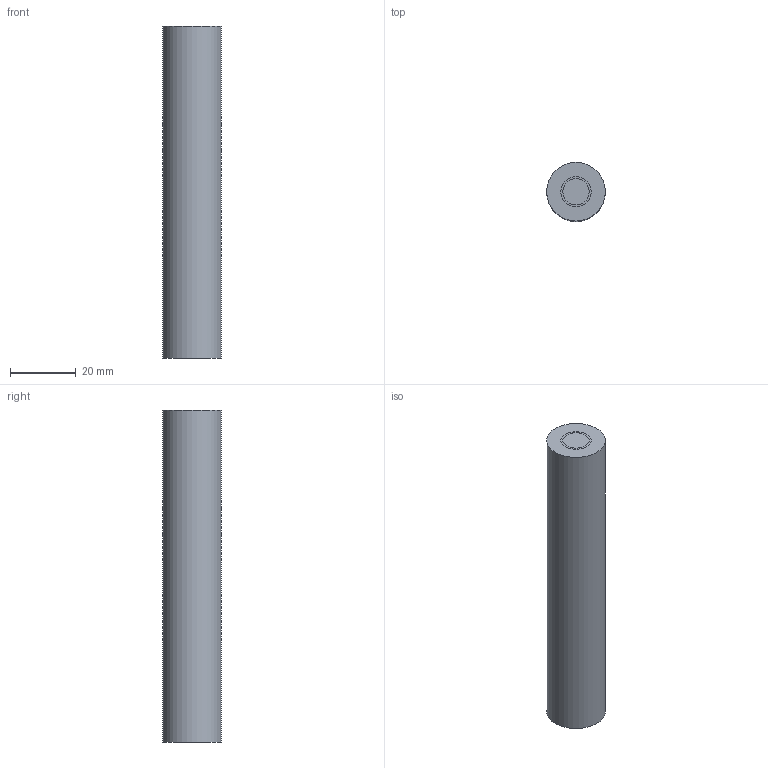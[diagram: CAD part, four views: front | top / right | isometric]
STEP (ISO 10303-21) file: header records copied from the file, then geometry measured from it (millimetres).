
FILE_DESCRIPTION(/* description */ ('STEP AP242','CAx-IF Rec.Pracs.---Representation and Presentation of Product Manufacturing Information (PMI)---4.0---2014-10-13','CAx-IF Rec.Pracs.---3D Tessellated Geometry---0.4---2014-09-14','2;1'),/* implementation_level */ '2;1');
FILE_NAME(/* name */ '654b7d31aeb41e1647cef0ff',/* time_stamp */ '2023-11-08T12:21:05Z',/* author */ (''),/* organization */ (''),/* preprocessor_version */ 'ST-DEVELOPER v19.4',/* originating_system */ ' ',/* authorisation */ ' ');
FILE_SCHEMA (('AP242_MANAGED_MODEL_BASED_3D_ENGINEERING_MIM_LF { 1 0 10303 442 1 1 4 }'));
Length unit declared in the file: metre
Products named in the file (4): pincell1; h2o; zirconium; uo2
Assembly tree (3 placements, depth 2):
  pincell1
    h2o
    zirconium
    uo2
Bounding box: 17.82 x 17.82 x 100.8 mm (x, y, z)
Volume: 25137.5 mm3; surface area: 17035.1 mm2
Topology: 3 solids, 3 shells, 11 faces, 15 edges, 10 vertices
Faces by surface type: plane 6, cylinder 5
Full cylindrical faces by diameter (mm): 8 x2, 9.2 x2, 17.819 x1
Entity records: 317 total; most frequent: DIRECTION 50, CARTESIAN_POINT 35, AXIS2_PLACEMENT_3D 25, ORIENTED_EDGE 20, EDGE_LOOP 20, FACE_BOUND 20, ADVANCED_FACE 11, EDGE_CURVE 10
